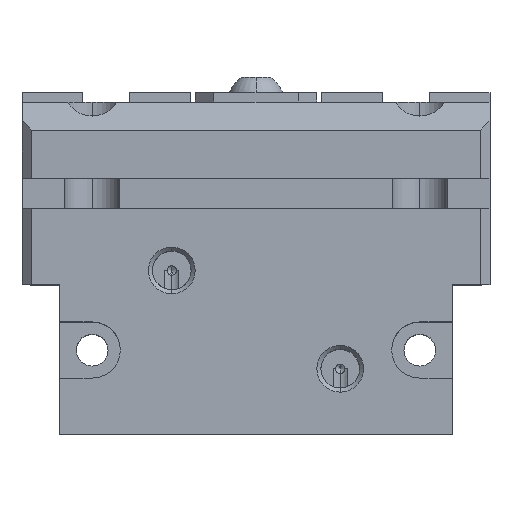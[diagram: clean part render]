
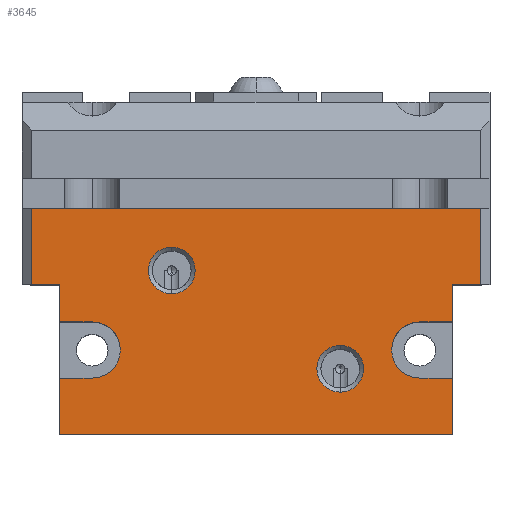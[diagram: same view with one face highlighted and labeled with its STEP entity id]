
A CAD part, top view. The second image highlights one B-rep face of the part: STEP entity #3645.
In plain terms, the highlighted planar face has unit normal (0, 0, 1).
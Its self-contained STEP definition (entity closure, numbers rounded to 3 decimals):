
#1645 = VERTEX_POINT( '', #4819 );
#1757 = VERTEX_POINT( '', #4942 );
#1801 = VERTEX_POINT( '', #4991 );
#1859 = VERTEX_POINT( '', #5059 );
#2003 = VERTEX_POINT( '', #5217 );
#2037 = EDGE_CURVE( '', #3221, #3195, #5257, .T. );
#2103 = EDGE_CURVE( '', #2003, #3593, #5328, .T. );
#2167 = VERTEX_POINT( '', #5400 );
#2293 = EDGE_CURVE( '', #2507, #1801, #5538, .T. );
#2321 = VERTEX_POINT( '', #5569 );
#2485 = VERTEX_POINT( '', #5752 );
#2507 = VERTEX_POINT( '', #5774 );
#2761 = VERTEX_POINT( '', #6050 );
#2773 = VERTEX_POINT( '', #6063 );
#2979 = EDGE_CURVE( '', #2773, #2761, #6290, .T. );
#3089 = EDGE_CURVE( '', #3593, #2003, #6415, .T. );
#3195 = VERTEX_POINT( '', #6549 );
#3221 = VERTEX_POINT( '', #6576 );
#3235 = EDGE_CURVE( '', #1801, #3221, #6591, .T. );
#3485 = VERTEX_POINT( '', #6866 );
#3555 = EDGE_CURVE( '', #2167, #3855, #6942, .T. );
#3593 = VERTEX_POINT( '', #6985 );
#3609 = EDGE_CURVE( '', #1859, #2167, #7002, .T. );
#3645 = ADVANCED_FACE( '', ( #7041, #7042, #7043 ), #7044, .T. );
#3691 = VERTEX_POINT( '', #7095 );
#3703 = EDGE_CURVE( '', #3691, #2485, #7108, .T. );
#3723 = EDGE_CURVE( '', #4495, #2321, #7131, .T. );
#3731 = EDGE_CURVE( '', #3195, #4309, #7139, .T. );
#3821 = EDGE_CURVE( '', #1645, #1859, #7238, .T. );
#3855 = VERTEX_POINT( '', #7278 );
#3899 = EDGE_CURVE( '', #4295, #2761, #7324, .T. );
#4139 = EDGE_CURVE( '', #3855, #1757, #7592, .T. );
#4295 = VERTEX_POINT( '', #7764 );
#4309 = VERTEX_POINT( '', #7780 );
#4401 = EDGE_CURVE( '', #2773, #2507, #7882, .T. );
#4403 = EDGE_CURVE( '', #3485, #4495, #7884, .T. );
#4407 = EDGE_CURVE( '', #4309, #1645, #7889, .T. );
#4461 = EDGE_CURVE( '', #2485, #3691, #7947, .T. );
#4495 = VERTEX_POINT( '', #7984 );
#4543 = EDGE_CURVE( '', #1757, #3485, #8039, .T. );
#4703 = EDGE_CURVE( '', #2321, #4295, #8222, .T. );
#4819 = CARTESIAN_POINT( '', ( 24., 16., 16. ) );
#4942 = CARTESIAN_POINT( '', ( -21., 16., 16. ) );
#4991 = CARTESIAN_POINT( '', ( 17.5, 6., 16. ) );
#5059 = CARTESIAN_POINT( '', ( 24., 24.15, 16. ) );
#5217 = CARTESIAN_POINT( '', ( -9., 20., 16. ) );
#5257 = LINE( '', #8954, #8955 );
#5328 = CIRCLE( '', #9077, 2.5 );
#5400 = CARTESIAN_POINT( '', ( -24., 24.15, 16. ) );
#5538 = LINE( '', #9432, #9433 );
#5569 = CARTESIAN_POINT( '', ( -17.5, 6., 16. ) );
#5752 = CARTESIAN_POINT( '', ( 9., 4.5, 16. ) );
#5774 = CARTESIAN_POINT( '', ( 21., 6., 16. ) );
#6050 = CARTESIAN_POINT( '', ( -21., 0., 16. ) );
#6063 = CARTESIAN_POINT( '', ( 21., 0., 16. ) );
#6290 = LINE( '', #10664, #10665 );
#6415 = CIRCLE( '', #10825, 2.5 );
#6549 = CARTESIAN_POINT( '', ( 21., 12., 16. ) );
#6576 = CARTESIAN_POINT( '', ( 17.5, 12., 16. ) );
#6591 = CIRCLE( '', #11097, 3. );
#6866 = CARTESIAN_POINT( '', ( -21., 12., 16. ) );
#6942 = LINE( '', #11641, #11642 );
#6985 = CARTESIAN_POINT( '', ( -9., 15., 16. ) );
#7002 = LINE( '', #11741, #11742 );
#7041 = FACE_OUTER_BOUND( '', #11795, .T. );
#7042 = FACE_BOUND( '', #11796, .T. );
#7043 = FACE_BOUND( '', #11797, .T. );
#7044 = PLANE( '', #11798 );
#7095 = CARTESIAN_POINT( '', ( 9., 9.5, 16. ) );
#7108 = CIRCLE( '', #11915, 2.5 );
#7131 = CIRCLE( '', #11951, 3. );
#7139 = LINE( '', #11963, #11964 );
#7238 = LINE( '', #12100, #12101 );
#7278 = CARTESIAN_POINT( '', ( -24., 16., 16. ) );
#7324 = LINE( '', #12211, #12212 );
#7592 = LINE( '', #12644, #12645 );
#7764 = CARTESIAN_POINT( '', ( -21., 6., 16. ) );
#7780 = CARTESIAN_POINT( '', ( 21., 16., 16. ) );
#7882 = LINE( '', #13120, #13121 );
#7884 = LINE( '', #13124, #13125 );
#7889 = LINE( '', #13131, #13132 );
#7947 = CIRCLE( '', #13256, 2.5 );
#7984 = CARTESIAN_POINT( '', ( -17.5, 12., 16. ) );
#8039 = LINE( '', #13383, #13384 );
#8222 = LINE( '', #13664, #13665 );
#8954 = CARTESIAN_POINT( '', ( 26.25, 12., 16. ) );
#8955 = VECTOR( '', #14371, 1. );
#9077 = AXIS2_PLACEMENT_3D( '', #14436, #14437, #14438 );
#9432 = CARTESIAN_POINT( '', ( 21.25, 6., 16. ) );
#9433 = VECTOR( '', #14680, 1. );
#10664 = CARTESIAN_POINT( '', ( 25., 0., 16. ) );
#10665 = VECTOR( '', #15497, 1. );
#10825 = AXIS2_PLACEMENT_3D( '', #15646, #15647, #15648 );
#11097 = AXIS2_PLACEMENT_3D( '', #15867, #15868, #15869 );
#11641 = CARTESIAN_POINT( '', ( -24., 16.25, 16. ) );
#11642 = VECTOR( '', #16234, 1. );
#11741 = CARTESIAN_POINT( '', ( 25., 24.15, 16. ) );
#11742 = VECTOR( '', #16291, 1. );
#11795 = EDGE_LOOP( '', ( #16334, #16335, #16336, #16337, #16338, #16339, #16340, #16341, #16342, #16343, #16344, #16345, #16346, #16347, #16348, #16349 ) );
#11796 = EDGE_LOOP( '', ( #16350, #16351 ) );
#11797 = EDGE_LOOP( '', ( #16352, #16353 ) );
#11798 = AXIS2_PLACEMENT_3D( '', #16354, #16355, #16356 );
#11915 = AXIS2_PLACEMENT_3D( '', #16435, #16436, #16437 );
#11951 = AXIS2_PLACEMENT_3D( '', #16469, #16470, #16471 );
#11963 = CARTESIAN_POINT( '', ( 21., 24.25, 16. ) );
#11964 = VECTOR( '', #16476, 1. );
#12100 = CARTESIAN_POINT( '', ( 24., 16.25, 16. ) );
#12101 = VECTOR( '', #16584, 1. );
#12211 = CARTESIAN_POINT( '', ( -21., 16.25, 16. ) );
#12212 = VECTOR( '', #16675, 1. );
#12644 = CARTESIAN_POINT( '', ( 2., 16., 16. ) );
#12645 = VECTOR( '', #16977, 1. );
#13120 = CARTESIAN_POINT( '', ( 21., 24.25, 16. ) );
#13121 = VECTOR( '', #17296, 1. );
#13124 = CARTESIAN_POINT( '', ( 3.75, 12., 16. ) );
#13125 = VECTOR( '', #17297, 1. );
#13131 = CARTESIAN_POINT( '', ( 28., 16., 16. ) );
#13132 = VECTOR( '', #17305, 1. );
#13256 = AXIS2_PLACEMENT_3D( '', #17375, #17376, #17377 );
#13383 = CARTESIAN_POINT( '', ( -21., 16.25, 16. ) );
#13384 = VECTOR( '', #17501, 1. );
#13664 = CARTESIAN_POINT( '', ( -1.25, 6., 16. ) );
#13665 = VECTOR( '', #17739, 1. );
#14371 = DIRECTION( '', ( 1., 0., 0. ) );
#14436 = CARTESIAN_POINT( '', ( -9., 17.5, 16. ) );
#14437 = DIRECTION( '', ( 0., 0., -1. ) );
#14438 = DIRECTION( '', ( 0., 1., 0. ) );
#14680 = DIRECTION( '', ( -1., 0., 0. ) );
#15497 = DIRECTION( '', ( -1., 0., 0. ) );
#15646 = CARTESIAN_POINT( '', ( -9., 17.5, 16. ) );
#15647 = DIRECTION( '', ( 0., 0., -1. ) );
#15648 = DIRECTION( '', ( 0., 1., 0. ) );
#15867 = CARTESIAN_POINT( '', ( 17.5, 9., 16. ) );
#15868 = DIRECTION( '', ( 0., 0., -1. ) );
#15869 = DIRECTION( '', ( 0., 1., 0. ) );
#16234 = DIRECTION( '', ( 0., -1., 0. ) );
#16291 = DIRECTION( '', ( -1., 0., 0. ) );
#16334 = ORIENTED_EDGE( '', *, *, #3609, .T. );
#16335 = ORIENTED_EDGE( '', *, *, #3555, .T. );
#16336 = ORIENTED_EDGE( '', *, *, #4139, .T. );
#16337 = ORIENTED_EDGE( '', *, *, #4543, .T. );
#16338 = ORIENTED_EDGE( '', *, *, #4403, .T. );
#16339 = ORIENTED_EDGE( '', *, *, #3723, .T. );
#16340 = ORIENTED_EDGE( '', *, *, #4703, .T. );
#16341 = ORIENTED_EDGE( '', *, *, #3899, .T. );
#16342 = ORIENTED_EDGE( '', *, *, #2979, .F. );
#16343 = ORIENTED_EDGE( '', *, *, #4401, .T. );
#16344 = ORIENTED_EDGE( '', *, *, #2293, .T. );
#16345 = ORIENTED_EDGE( '', *, *, #3235, .T. );
#16346 = ORIENTED_EDGE( '', *, *, #2037, .T. );
#16347 = ORIENTED_EDGE( '', *, *, #3731, .T. );
#16348 = ORIENTED_EDGE( '', *, *, #4407, .T. );
#16349 = ORIENTED_EDGE( '', *, *, #3821, .T. );
#16350 = ORIENTED_EDGE( '', *, *, #3703, .T. );
#16351 = ORIENTED_EDGE( '', *, *, #4461, .T. );
#16352 = ORIENTED_EDGE( '', *, *, #2103, .T. );
#16353 = ORIENTED_EDGE( '', *, *, #3089, .T. );
#16354 = CARTESIAN_POINT( '', ( 25., 32.5, 16. ) );
#16355 = DIRECTION( '', ( 0., 0., 1. ) );
#16356 = DIRECTION( '', ( 0., 1., 0. ) );
#16435 = CARTESIAN_POINT( '', ( 9., 7., 16. ) );
#16436 = DIRECTION( '', ( 0., 0., -1. ) );
#16437 = DIRECTION( '', ( 0., 1., 0. ) );
#16469 = CARTESIAN_POINT( '', ( -17.5, 9., 16. ) );
#16470 = DIRECTION( '', ( 0., 0., -1. ) );
#16471 = DIRECTION( '', ( 0., -1., 0. ) );
#16476 = DIRECTION( '', ( 0., 1., 0. ) );
#16584 = DIRECTION( '', ( 0., 1., 0. ) );
#16675 = DIRECTION( '', ( 0., -1., 0. ) );
#16977 = DIRECTION( '', ( 1., 0., 0. ) );
#17296 = DIRECTION( '', ( 0., 1., 0. ) );
#17297 = DIRECTION( '', ( 1., 0., 0. ) );
#17305 = DIRECTION( '', ( 1., 0., 0. ) );
#17375 = CARTESIAN_POINT( '', ( 9., 7., 16. ) );
#17376 = DIRECTION( '', ( 0., 0., -1. ) );
#17377 = DIRECTION( '', ( 0., 1., 0. ) );
#17501 = DIRECTION( '', ( 0., -1., 0. ) );
#17739 = DIRECTION( '', ( -1., 0., 0. ) );
